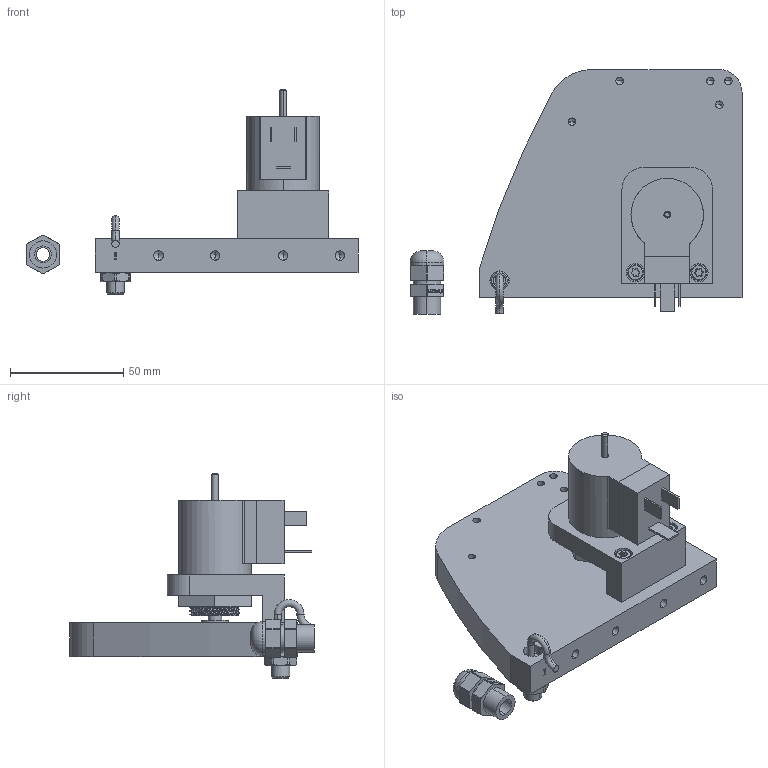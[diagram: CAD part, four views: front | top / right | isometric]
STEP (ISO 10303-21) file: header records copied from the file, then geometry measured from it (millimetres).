
FILE_DESCRIPTION (( 'STEP AP214' ), '1' );
FILE_NAME ('102597~0.STEP', '2019-08-28T13:05:29', ( '' ), ( '' ), 'SwSTEP 2.0', 'SolidWorks 2018', '' );
FILE_SCHEMA (( 'AUTOMOTIVE_DESIGN' ));
Length unit declared in the file: millimetre
Products named in the file (11): 43644~0; 40513~4_KUNDE<S>; 38413~0_<Standard> SO auf MA Seitenwand; 38413_001~0; 59551~2_S; 38413_002~0; 102597~0; DIN912~n_M04,0x025 VA; 102601~0_KUNDE<S>; 50856~0_<S>Mutter 9; 31194~0
Assembly tree (12 placements, depth 3):
  102597~0
    102601~0_KUNDE<S>
      40513~4_KUNDE<S>
    43644~0
    38413~0_<Standard> SO auf MA Seitenwand
      38413_002~0
      38413_001~0  x2
    31194~0
    50856~0_<S>Mutter 9
    59551~2_S
    DIN912~n_M04,0x025 VA  x2
Bounding box: 146.5 x 108 x 90.9 mm (x, y, z)
Volume: 219300.5 mm3; surface area: 52129.9 mm2
Topology: 12 solids, 12 shells, 440 faces, 1089 edges, 693 vertices
Faces by surface type: plane 180, cylinder 170, cone 62, bspline 20, torus 8
Entity records: 16915 total; most frequent: CARTESIAN_POINT 6772, DIRECTION 1898, ORIENTED_EDGE 1864, EDGE_CURVE 932, AXIS2_PLACEMENT_3D 686, VERTEX_POINT 606, LINE 526, VECTOR 526
